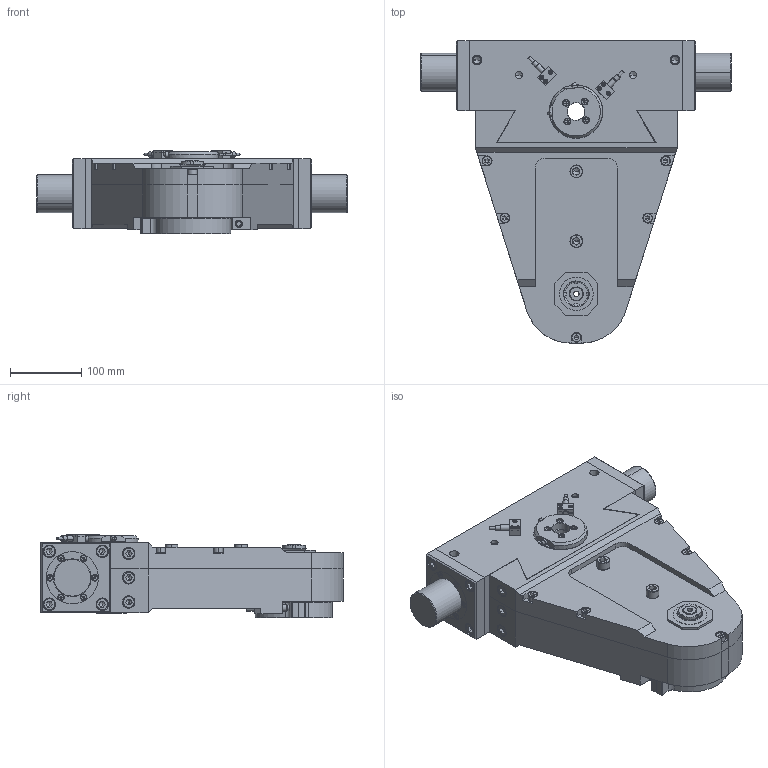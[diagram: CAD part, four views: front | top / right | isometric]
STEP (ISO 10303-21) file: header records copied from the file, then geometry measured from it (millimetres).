
FILE_DESCRIPTION (( 'STEP AP214' ), '1' );
FILE_NAME ('FS 63.STEP', '2012-03-13T05:55:19', ( 'xw4600' ), ( '' ), 'SwSTEP 2.0', 'SolidWorks 2010', '' );
FILE_SCHEMA (( 'AUTOMOTIVE_DESIGN' ));
Length unit declared in the file: millimetre
Products named in the file (28): FS63-02_Default; FS63-05_ISO - Spur gear 2.5M 24T 20PA 35FW ---S24C52H55.6L25.0N; FS63-09_Default; FS63-11_Default; FS63-12_Default; FS63-13_Default; FS63-14_Default; FS63-15_Default; FS63-16_Default; Bearing nut(AN04)_Default; Bearing washer(AW04)_Default; Stopper bolt_Default; SENSOR-%%C8_Default; S.Ring(S25)_KS 1336 E - 25; S.Ring(H75)_KS 1336 I - 75; Hexagon Nut GradeC_KS_KS 1012 C- M10-N; Socket Countersunk Head Screw_ISO_ISO 10642 - M4 x 10 --- 10N; BB M10 x 25_PreviewCfg; BB M8 x 35_PreviewCfg; BB M3 x 12_PreviewCfg; BB M3 x 8_PreviewCfg; BB M5 x 15_PreviewCfg; O-ring (S67)_PreviewCfg; KS 1003 - M12 x 20 x 20-N_KS 1003 - M12 x 20 x 20-N; BB M10 x 55_PreviewCfg; FS 63; FS63-01_Default; FS63-03_Default
Assembly tree (73 placements, depth 2):
  FS 63
    Bearing nut(AN04)_Default
    Socket Countersunk Head Screw_ISO_ISO 10642 - M4 x 10 --- 10N  x12
    BB M10 x 55_PreviewCfg  x6
    FS63-01_Default
    FS63-11_Default  x2
    S.Ring(H75)_KS 1336 I - 75  x2
    BB M10 x 25_PreviewCfg  x8
    BB M8 x 35_PreviewCfg  x5
    FS63-16_Default  x2
    KS 1003 - M12 x 20 x 20-N_KS 1003 - M12 x 20 x 20-N  x4
    BB M3 x 8_PreviewCfg  x2
    FS63-09_Default
    S.Ring(S25)_KS 1336 E - 25
    O-ring (S67)_PreviewCfg  x2
    FS63-15_Default  x2
    FS63-05_ISO - Spur gear 2.5M 24T 20PA 35FW ---S24C52H55.6L25.0N
    SENSOR-%%C8_Default  x2
    BB M3 x 12_PreviewCfg  x4
    FS63-03_Default
    BB M5 x 15_PreviewCfg  x4
    FS63-14_Default  x2
    FS63-02_Default
    Stopper bolt_Default  x2
    FS63-13_Default
    Hexagon Nut GradeC_KS_KS 1012 C- M10-N  x2
    Bearing washer(AW04)_Default
    FS63-12_Default
Bounding box: 435 x 423 x 117 mm (x, y, z)
Volume: 6304356.7 mm3; surface area: 938758.9 mm2
Topology: 73 solids, 73 shells, 2595 faces, 5997 edges, 3540 vertices
Faces by surface type: plane 975, cylinder 885, cone 497, torus 238
Entity records: 40749 total; most frequent: CARTESIAN_POINT 7192, DIRECTION 6926, ORIENTED_EDGE 6020, EDGE_CURVE 3010, AXIS2_PLACEMENT_3D 2752, VERTEX_POINT 1916, EDGE_LOOP 1514, LINE 1422
